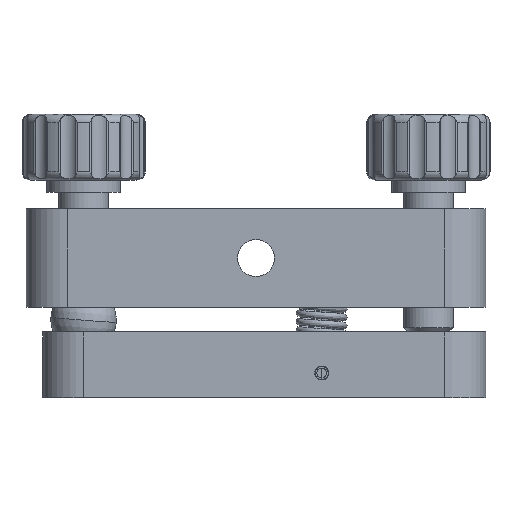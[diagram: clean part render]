
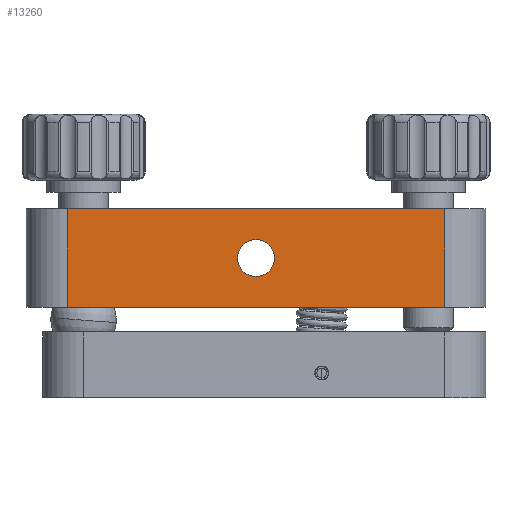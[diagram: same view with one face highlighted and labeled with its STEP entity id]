
A CAD part, front view. The second image highlights one B-rep face of the part: STEP entity #13260.
In plain terms, the highlighted planar face has unit normal (0, -1, 0).
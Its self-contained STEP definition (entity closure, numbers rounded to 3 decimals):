
#72 = EDGE_CURVE ( 'NONE', #20248, #10131, #9866, .T. ) ;
#100 = CARTESIAN_POINT ( 'NONE',  ( -23., -28., 5. ) ) ;
#112 = AXIS2_PLACEMENT_3D ( 'NONE', #20377, #12178, #5853 ) ;
#636 = FACE_BOUND ( 'NONE', #1744, .T. ) ;
#1094 = LINE ( 'NONE', #18084, #8342 ) ;
#1744 = EDGE_LOOP ( 'NONE', ( #8629, #18473 ) ) ;
#2260 = CARTESIAN_POINT ( 'NONE',  ( 23., -28., -7. ) ) ;
#2292 = DIRECTION ( 'NONE',  ( -1., 0., 0. ) ) ;
#2962 = ORIENTED_EDGE ( 'NONE', *, *, #8733, .T. ) ;
#3183 = CARTESIAN_POINT ( 'NONE',  ( 23., -28., -7. ) ) ;
#3255 = VERTEX_POINT ( 'NONE', #2260 ) ;
#3467 = LINE ( 'NONE', #3183, #10480 ) ;
#3777 = EDGE_LOOP ( 'NONE', ( #20308, #16880, #10999, #2962 ) ) ;
#4747 = VERTEX_POINT ( 'NONE', #100 ) ;
#4761 = AXIS2_PLACEMENT_3D ( 'NONE', #14991, #10175, #17968 ) ;
#4922 = CARTESIAN_POINT ( 'NONE',  ( 0., -28., 1.25 ) ) ;
#5057 = CARTESIAN_POINT ( 'NONE',  ( 23., -28., 5. ) ) ;
#5853 = DIRECTION ( 'NONE',  ( -1., 0., 0. ) ) ;
#8014 = DIRECTION ( 'NONE',  ( -1., 0., 0. ) ) ;
#8294 = VERTEX_POINT ( 'NONE', #5057 ) ;
#8342 = VECTOR ( 'NONE', #2292, 1000. ) ;
#8629 = ORIENTED_EDGE ( 'NONE', *, *, #8871, .T. ) ;
#8700 = CARTESIAN_POINT ( 'NONE',  ( 23., -28., 5. ) ) ;
#8733 = EDGE_CURVE ( 'NONE', #4747, #12251, #19504, .T. ) ;
#8796 = VECTOR ( 'NONE', #17274, 1000. ) ;
#8871 = EDGE_CURVE ( 'NONE', #10131, #20248, #14949, .T. ) ;
#9752 = VECTOR ( 'NONE', #18443, 1000. ) ;
#9866 = CIRCLE ( 'NONE', #4761, 2.25 ) ;
#10131 = VERTEX_POINT ( 'NONE', #4922 ) ;
#10175 = DIRECTION ( 'NONE',  ( 0., 1., 0. ) ) ;
#10480 = VECTOR ( 'NONE', #12997, 1000. ) ;
#10999 = ORIENTED_EDGE ( 'NONE', *, *, #14502, .T. ) ;
#11548 = AXIS2_PLACEMENT_3D ( 'NONE', #17602, #20618, #8014 ) ;
#12178 = DIRECTION ( 'NONE',  ( 0., -1., 0. ) ) ;
#12251 = VERTEX_POINT ( 'NONE', #19255 ) ;
#12997 = DIRECTION ( 'NONE',  ( -1., 0., 0. ) ) ;
#13260 = ADVANCED_FACE ( 'NONE', ( #17574, #636 ), #15397, .T. ) ;
#13762 = LINE ( 'NONE', #8700, #9752 ) ;
#14261 = CARTESIAN_POINT ( 'NONE',  ( 0., -28., -3.25 ) ) ;
#14502 = EDGE_CURVE ( 'NONE', #8294, #4747, #1094, .T. ) ;
#14949 = CIRCLE ( 'NONE', #11548, 2.25 ) ;
#14991 = CARTESIAN_POINT ( 'NONE',  ( 0., -28., -1. ) ) ;
#15397 = PLANE ( 'NONE',  #112 ) ;
#16880 = ORIENTED_EDGE ( 'NONE', *, *, #17246, .F. ) ;
#17246 = EDGE_CURVE ( 'NONE', #8294, #3255, #13762, .T. ) ;
#17274 = DIRECTION ( 'NONE',  ( 0., 0., -1. ) ) ;
#17574 = FACE_OUTER_BOUND ( 'NONE', #3777, .T. ) ;
#17602 = CARTESIAN_POINT ( 'NONE',  ( 0., -28., -1. ) ) ;
#17968 = DIRECTION ( 'NONE',  ( -1., 0., 0. ) ) ;
#18084 = CARTESIAN_POINT ( 'NONE',  ( 23., -28., 5. ) ) ;
#18443 = DIRECTION ( 'NONE',  ( 0., 0., -1. ) ) ;
#18473 = ORIENTED_EDGE ( 'NONE', *, *, #72, .T. ) ;
#18674 = CARTESIAN_POINT ( 'NONE',  ( -23., -28., 5. ) ) ;
#19255 = CARTESIAN_POINT ( 'NONE',  ( -23., -28., -7. ) ) ;
#19504 = LINE ( 'NONE', #18674, #8796 ) ;
#20248 = VERTEX_POINT ( 'NONE', #14261 ) ;
#20308 = ORIENTED_EDGE ( 'NONE', *, *, #20341, .F. ) ;
#20341 = EDGE_CURVE ( 'NONE', #3255, #12251, #3467, .T. ) ;
#20377 = CARTESIAN_POINT ( 'NONE',  ( 23., -28., 5. ) ) ;
#20618 = DIRECTION ( 'NONE',  ( 0., 1., 0. ) ) ;
